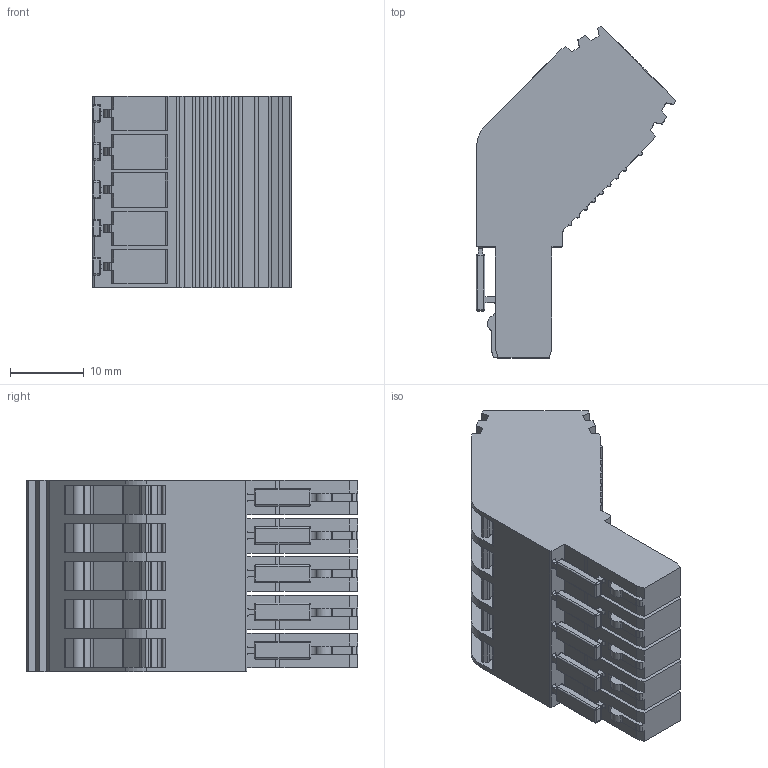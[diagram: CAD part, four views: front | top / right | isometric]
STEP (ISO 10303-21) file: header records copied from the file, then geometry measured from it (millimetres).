
FILE_DESCRIPTION (( 'STEP AP214' ), '1' );
FILE_NAME ('310749_SG_PT 2.5_AN_5_Grey.STEP', '2017-09-27T11:29:11', ( '' ), ( '' ), 'SwSTEP 2.0', 'SolidWorks 2017', '' );
FILE_SCHEMA (( 'AUTOMOTIVE_DESIGN' ));
Length unit declared in the file: millimetre
Products named in the file (1): 310749_SG_PT 2.5_AN_5_Grey
Bounding box: 27.16 x 45.07 x 26 mm (x, y, z)
Volume: 14653.3 mm3; surface area: 6321.1 mm2
Topology: 1 solids, 1 shells, 658 faces, 1809 edges, 1136 vertices
Faces by surface type: plane 381, cylinder 237, bspline 40
Entity records: 20941 total; most frequent: CARTESIAN_POINT 4194, ORIENTED_EDGE 3538, DIRECTION 3471, EDGE_CURVE 1769, VECTOR 1285, LINE 1285, VERTEX_POINT 1136, AXIS2_PLACEMENT_3D 1093
